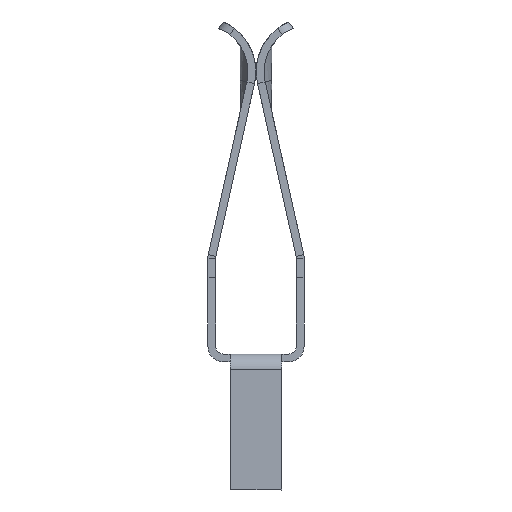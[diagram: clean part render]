
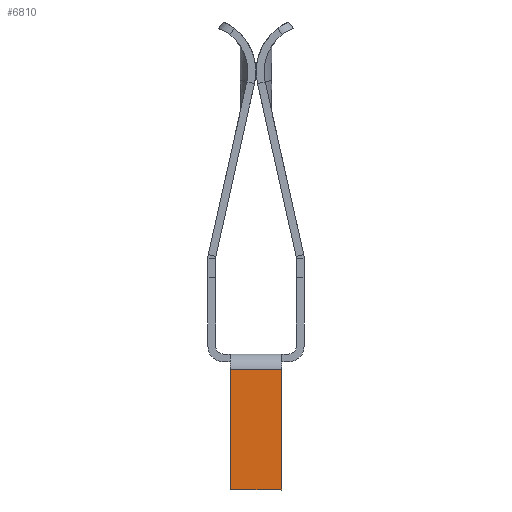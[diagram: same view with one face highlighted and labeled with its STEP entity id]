
A CAD part, left-side view. The second image highlights one B-rep face of the part: STEP entity #6810.
In plain terms, the highlighted planar face has unit normal (-1, 0, 0).
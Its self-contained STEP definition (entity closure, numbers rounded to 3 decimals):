
#803=FACE_OUTER_BOUND('',#1197,.T.);
#1197=EDGE_LOOP('',(#5716,#5717,#5718,#5719,#5720));
#1870=LINE('',#15113,#2522);
#1871=LINE('',#15116,#2523);
#1877=LINE('',#15141,#2529);
#1878=LINE('',#15143,#2530);
#1879=LINE('',#15144,#2531);
#2522=VECTOR('',#8702,10.);
#2523=VECTOR('',#8705,10.);
#2529=VECTOR('',#8717,10.);
#2530=VECTOR('',#8718,10.);
#2531=VECTOR('',#8719,10.);
#3261=VERTEX_POINT('',#15106);
#3264=VERTEX_POINT('',#15111);
#3265=VERTEX_POINT('',#15115);
#3269=VERTEX_POINT('',#15140);
#3270=VERTEX_POINT('',#15142);
#4130=EDGE_CURVE('',#3261,#3264,#1870,.T.);
#4131=EDGE_CURVE('',#3265,#3261,#1871,.T.);
#4140=EDGE_CURVE('',#3264,#3269,#1877,.T.);
#4141=EDGE_CURVE('',#3270,#3269,#1878,.T.);
#4142=EDGE_CURVE('',#3265,#3270,#1879,.T.);
#5716=ORIENTED_EDGE('',*,*,#4131,.T.);
#5717=ORIENTED_EDGE('',*,*,#4130,.T.);
#5718=ORIENTED_EDGE('',*,*,#4140,.T.);
#5719=ORIENTED_EDGE('',*,*,#4141,.F.);
#5720=ORIENTED_EDGE('',*,*,#4142,.F.);
#6427=PLANE('',#7323);
#6810=ADVANCED_FACE('',(#803),#6427,.T.);
#7323=AXIS2_PLACEMENT_3D('',#15139,#8715,#8716);
#8702=DIRECTION('',(0.,0.,-1.));
#8705=DIRECTION('',(0.,1.,0.));
#8715=DIRECTION('center_axis',(-1.,0.,0.));
#8716=DIRECTION('ref_axis',(0.,-1.,0.));
#8717=DIRECTION('',(0.,-1.,0.));
#8718=DIRECTION('',(0.,1.,0.));
#8719=DIRECTION('',(0.,0.,-1.));
#15106=CARTESIAN_POINT('',(-17.47,0.5,-0.15));
#15111=CARTESIAN_POINT('',(-17.47,0.5,-2.48));
#15113=CARTESIAN_POINT('',(-17.47,0.5,0.695));
#15115=CARTESIAN_POINT('',(-17.47,-0.5,-0.15));
#15116=CARTESIAN_POINT('',(-17.47,0.,-0.15));
#15139=CARTESIAN_POINT('Origin',(-17.47,0.,
7.44));
#15140=CARTESIAN_POINT('',(-17.47,0.,-2.48));
#15141=CARTESIAN_POINT('',(-17.47,0.5,-2.48));
#15142=CARTESIAN_POINT('',(-17.47,-0.5,-2.48));
#15143=CARTESIAN_POINT('',(-17.47,-0.5,-2.48));
#15144=CARTESIAN_POINT('',(-17.47,-0.5,0.695));
